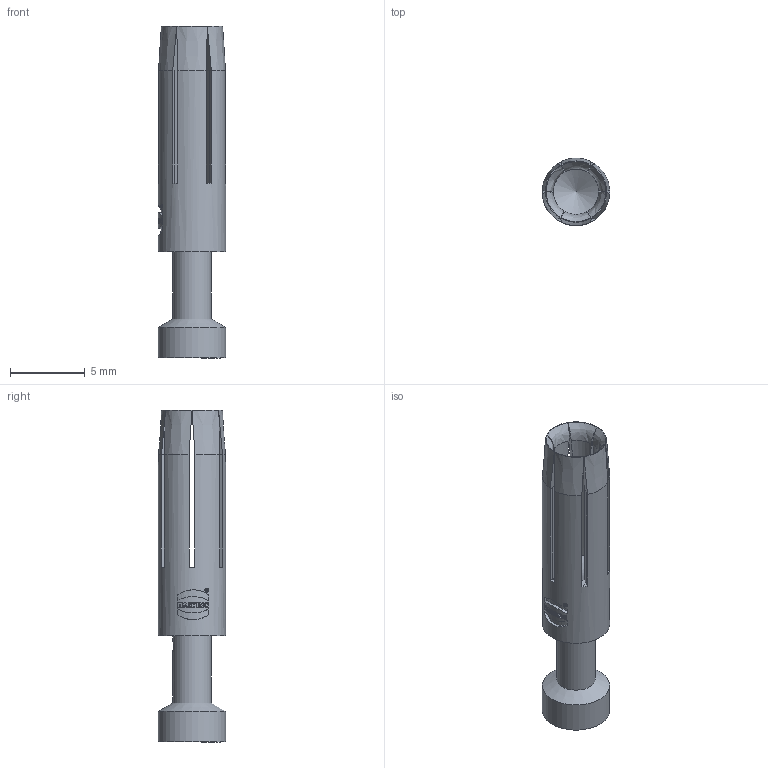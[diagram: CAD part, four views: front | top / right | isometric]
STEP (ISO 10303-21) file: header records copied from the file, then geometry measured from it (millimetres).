
FILE_DESCRIPTION(/* description */ (''),/* implementation_level */ '2;1');
FILE_NAME(/* name */ '100554000ugm000_d.stp',/* time_stamp */ '2022-03-11T18:58:49+01:00',/* author */ (''),/* organization */ (''),/* preprocessor_version */ 'ST-DEVELOPER v16.7',/* originating_system */ 'SIEMENS PLM Software NX 1911',/* authorisation */ '');
FILE_SCHEMA (('AUTOMOTIVE_DESIGN { 1 0 10303 214 3 1 1 1 }'));
Length unit declared in the file: millimetre
Products named in the file (1): 100554000ugm000_d
Bounding box: 4.5 x 4.5 x 22.2 mm (x, y, z)
Volume: 181.7 mm3; surface area: 647.9 mm2
Topology: 1 solids, 2 shells, 168 faces, 545 edges, 477 vertices
Faces by surface type: plane 113, cylinder 37, cone 10, bspline 6, extrusion 2
Full cylindrical faces by diameter (mm): 0.228 x1, 0.269 x1, 0.8 x1, 1.15 x1, 2.6 x1, 4.1 x1, 4.5 x2
Entity records: 7968 total; most frequent: CARTESIAN_POINT 1887, DIRECTION 972, ORIENTED_EDGE 843, EDGE_CURVE 434, AXIS2_PLACEMENT_3D 340, VERTEX_POINT 297, VECTOR 292, LINE 290
